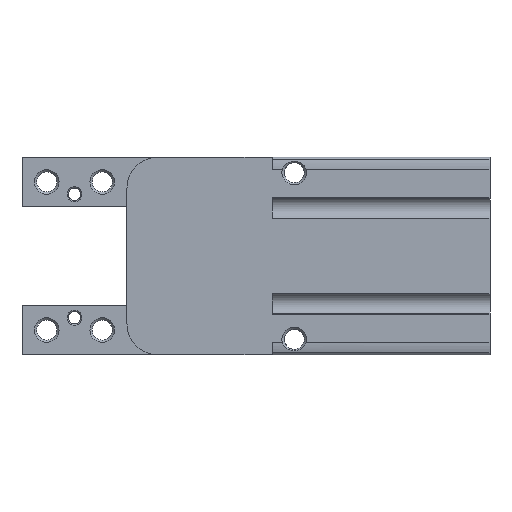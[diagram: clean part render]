
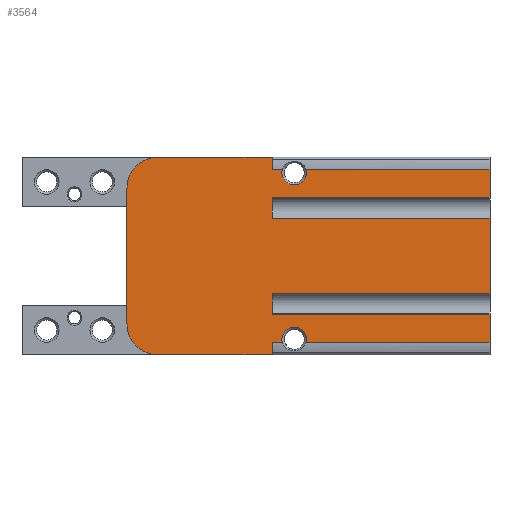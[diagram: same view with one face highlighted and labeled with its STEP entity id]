
A CAD part, left-side view. The second image highlights one B-rep face of the part: STEP entity #3564.
In plain terms, the highlighted planar face has unit normal (-1, 0, 0).
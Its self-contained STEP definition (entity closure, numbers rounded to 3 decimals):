
#222=LINE('',#5366,#509);
#233=LINE('',#5392,#520);
#275=LINE('',#5591,#562);
#277=LINE('',#5599,#564);
#289=LINE('',#5657,#576);
#291=LINE('',#5665,#578);
#304=LINE('',#5729,#591);
#309=LINE('',#5753,#596);
#333=LINE('',#5843,#620);
#347=LINE('',#5882,#634);
#349=LINE('',#5886,#636);
#350=LINE('',#5888,#637);
#351=LINE('',#5890,#638);
#352=LINE('',#5891,#639);
#353=LINE('',#5893,#640);
#354=LINE('',#5895,#641);
#355=LINE('',#5897,#642);
#356=LINE('',#5898,#643);
#509=VECTOR('',#4230,1000.);
#520=VECTOR('',#4247,1000.);
#562=VECTOR('',#4371,1000.);
#564=VECTOR('',#4377,1000.);
#576=VECTOR('',#4407,1000.);
#578=VECTOR('',#4413,1000.);
#591=VECTOR('',#4456,1000.);
#596=VECTOR('',#4475,1000.);
#620=VECTOR('',#4551,1000.);
#634=VECTOR('',#4583,1000.);
#636=VECTOR('',#4589,1000.);
#637=VECTOR('',#4590,1000.);
#638=VECTOR('',#4591,1000.);
#639=VECTOR('',#4592,1000.);
#640=VECTOR('',#4593,1000.);
#641=VECTOR('',#4594,1000.);
#642=VECTOR('',#4597,1000.);
#643=VECTOR('',#4598,1000.);
#1092=ORIENTED_EDGE('',*,*,#2054,.T.);
#1093=ORIENTED_EDGE('',*,*,#1921,.T.);
#1094=ORIENTED_EDGE('',*,*,#1981,.T.);
#1095=ORIENTED_EDGE('',*,*,#2055,.F.);
#1096=ORIENTED_EDGE('',*,*,#2056,.T.);
#1097=ORIENTED_EDGE('',*,*,#2057,.T.);
#1098=ORIENTED_EDGE('',*,*,#1969,.T.);
#1099=ORIENTED_EDGE('',*,*,#2058,.F.);
#1100=ORIENTED_EDGE('',*,*,#2059,.T.);
#1101=ORIENTED_EDGE('',*,*,#2060,.T.);
#1102=ORIENTED_EDGE('',*,*,#2031,.T.);
#1103=ORIENTED_EDGE('',*,*,#1940,.F.);
#1104=ORIENTED_EDGE('',*,*,#2061,.T.);
#1105=ORIENTED_EDGE('',*,*,#1944,.F.);
#1106=ORIENTED_EDGE('',*,*,#2062,.T.);
#1107=ORIENTED_EDGE('',*,*,#1829,.F.);
#1108=ORIENTED_EDGE('',*,*,#1847,.F.);
#1109=ORIENTED_EDGE('',*,*,#2052,.F.);
#1110=ORIENTED_EDGE('',*,*,#1844,.F.);
#1111=ORIENTED_EDGE('',*,*,#1842,.T.);
#1112=ORIENTED_EDGE('',*,*,#2063,.T.);
#1113=ORIENTED_EDGE('',*,*,#1917,.T.);
#1829=EDGE_CURVE('',#2338,#2339,#222,.T.);
#1842=EDGE_CURVE('',#2351,#2350,#233,.T.);
#1844=EDGE_CURVE('',#2351,#2352,#2687,.T.);
#1847=EDGE_CURVE('',#2353,#2338,#2688,.T.);
#1917=EDGE_CURVE('',#2414,#2412,#275,.T.);
#1921=EDGE_CURVE('',#2413,#2417,#277,.T.);
#1940=EDGE_CURVE('',#2430,#2432,#289,.T.);
#1944=EDGE_CURVE('',#2435,#2431,#291,.T.);
#1969=EDGE_CURVE('',#2456,#2455,#304,.T.);
#1981=EDGE_CURVE('',#2417,#2467,#309,.T.);
#2031=EDGE_CURVE('',#2508,#2432,#333,.T.);
#2052=EDGE_CURVE('',#2352,#2353,#347,.T.);
#2054=EDGE_CURVE('',#2412,#2413,#2763,.T.);
#2055=EDGE_CURVE('',#2524,#2467,#349,.T.);
#2056=EDGE_CURVE('',#2524,#2525,#350,.T.);
#2057=EDGE_CURVE('',#2525,#2456,#351,.T.);
#2058=EDGE_CURVE('',#2526,#2455,#352,.T.);
#2059=EDGE_CURVE('',#2526,#2527,#353,.T.);
#2060=EDGE_CURVE('',#2527,#2508,#354,.T.);
#2061=EDGE_CURVE('',#2430,#2431,#2764,.T.);
#2062=EDGE_CURVE('',#2435,#2339,#355,.T.);
#2063=EDGE_CURVE('',#2350,#2414,#356,.T.);
#2338=VERTEX_POINT('',#5365);
#2339=VERTEX_POINT('',#5367);
#2350=VERTEX_POINT('',#5391);
#2351=VERTEX_POINT('',#5393);
#2352=VERTEX_POINT('',#5397);
#2353=VERTEX_POINT('',#5401);
#2412=VERTEX_POINT('',#5589);
#2413=VERTEX_POINT('',#5590);
#2414=VERTEX_POINT('',#5592);
#2417=VERTEX_POINT('',#5598);
#2430=VERTEX_POINT('',#5655);
#2431=VERTEX_POINT('',#5656);
#2432=VERTEX_POINT('',#5658);
#2435=VERTEX_POINT('',#5664);
#2455=VERTEX_POINT('',#5728);
#2456=VERTEX_POINT('',#5730);
#2467=VERTEX_POINT('',#5752);
#2508=VERTEX_POINT('',#5844);
#2524=VERTEX_POINT('',#5887);
#2525=VERTEX_POINT('',#5889);
#2526=VERTEX_POINT('',#5892);
#2527=VERTEX_POINT('',#5894);
#2687=CIRCLE('',#3778,5.);
#2688=CIRCLE('',#3780,5.);
#2763=CIRCLE('',#3889,2.);
#2764=CIRCLE('',#3890,2.);
#2929=EDGE_LOOP('',(#1092,#1093,#1094,#1095,#1096,#1097,#1098,#1099,#1100,
#1101,#1102,#1103,#1104,#1105,#1106,#1107,#1108,#1109,#1110,#1111,#1112,
#1113));
#3210=FACE_BOUND('',#2929,.T.);
#3466=PLANE('',#3888);
#3564=ADVANCED_FACE('',(#3210),#3466,.F.);
#3778=AXIS2_PLACEMENT_3D('',#5396,#4251,#4252);
#3780=AXIS2_PLACEMENT_3D('',#5402,#4257,#4258);
#3888=AXIS2_PLACEMENT_3D('',#5884,#4585,#4586);
#3889=AXIS2_PLACEMENT_3D('',#5885,#4587,#4588);
#3890=AXIS2_PLACEMENT_3D('',#5896,#4595,#4596);
#4230=DIRECTION('',(0.,-1.,0.));
#4247=DIRECTION('',(0.,-1.,0.));
#4251=DIRECTION('',(1.,0.,0.));
#4252=DIRECTION('',(0.,0.,-1.));
#4257=DIRECTION('',(1.,0.,0.));
#4258=DIRECTION('',(0.,0.,-1.));
#4371=DIRECTION('',(0.,-1.,0.));
#4377=DIRECTION('',(0.,-1.,0.));
#4407=DIRECTION('',(0.,-1.,0.));
#4413=DIRECTION('',(0.,-1.,0.));
#4456=DIRECTION('',(0.,0.,1.));
#4475=DIRECTION('',(0.,0.,1.));
#4551=DIRECTION('',(0.,0.,1.));
#4583=DIRECTION('',(0.,0.,1.));
#4585=DIRECTION('',(1.,0.,0.));
#4586=DIRECTION('',(0.,0.,-1.));
#4587=DIRECTION('',(1.,0.,0.));
#4588=DIRECTION('',(0.,0.,-1.));
#4589=DIRECTION('',(0.,-1.,0.));
#4590=DIRECTION('',(0.,0.,1.));
#4591=DIRECTION('',(0.,-1.,0.));
#4592=DIRECTION('',(0.,-1.,0.));
#4593=DIRECTION('',(0.,0.,1.));
#4594=DIRECTION('',(0.,-1.,0.));
#4595=DIRECTION('',(1.,0.,0.));
#4596=DIRECTION('',(0.,0.,-1.));
#4597=DIRECTION('',(0.,0.,1.));
#4598=DIRECTION('',(0.,0.,1.));
#5365=CARTESIAN_POINT('',(-10.,53.8,16.));
#5366=CARTESIAN_POINT('',(-10.,58.8,16.));
#5367=CARTESIAN_POINT('',(-10.,35.3,16.));
#5391=CARTESIAN_POINT('',(-10.,35.3,-16.));
#5392=CARTESIAN_POINT('',(-10.,58.8,-16.));
#5393=CARTESIAN_POINT('',(-10.,53.8,-16.));
#5396=CARTESIAN_POINT('',(-10.,53.8,-11.));
#5397=CARTESIAN_POINT('',(-10.,58.8,-11.));
#5401=CARTESIAN_POINT('',(-10.,58.8,11.));
#5402=CARTESIAN_POINT('',(-10.,53.8,11.));
#5589=CARTESIAN_POINT('',(-10.,33.636,-14.));
#5590=CARTESIAN_POINT('',(-10.,29.764,-14.));
#5591=CARTESIAN_POINT('',(-10.,35.3,-14.));
#5592=CARTESIAN_POINT('',(-10.,35.3,-14.));
#5598=CARTESIAN_POINT('',(-10.,0.,-14.));
#5599=CARTESIAN_POINT('',(-10.,35.3,-14.));
#5655=CARTESIAN_POINT('',(-10.,29.764,14.));
#5656=CARTESIAN_POINT('',(-10.,33.636,14.));
#5657=CARTESIAN_POINT('',(-10.,35.3,14.));
#5658=CARTESIAN_POINT('',(-10.,0.,14.));
#5664=CARTESIAN_POINT('',(-10.,35.3,14.));
#5665=CARTESIAN_POINT('',(-10.,35.3,14.));
#5728=CARTESIAN_POINT('',(-10.,0.,6.1));
#5729=CARTESIAN_POINT('',(-10.,0.,-16.));
#5730=CARTESIAN_POINT('',(-10.,0.,-6.1));
#5752=CARTESIAN_POINT('',(-10.,0.,-9.5));
#5753=CARTESIAN_POINT('',(-10.,0.,-16.));
#5843=CARTESIAN_POINT('',(-10.,0.,-16.));
#5844=CARTESIAN_POINT('',(-10.,0.,9.5));
#5882=CARTESIAN_POINT('',(-10.,58.8,-16.));
#5884=CARTESIAN_POINT('',(-10.,58.8,-16.));
#5885=CARTESIAN_POINT('',(-10.,31.7,-13.5));
#5886=CARTESIAN_POINT('',(-10.,35.3,-9.5));
#5887=CARTESIAN_POINT('',(-10.,35.3,-9.5));
#5888=CARTESIAN_POINT('',(-10.,35.3,-9.5));
#5889=CARTESIAN_POINT('',(-10.,35.3,-6.1));
#5890=CARTESIAN_POINT('',(-10.,35.3,-6.1));
#5891=CARTESIAN_POINT('',(-10.,35.3,6.1));
#5892=CARTESIAN_POINT('',(-10.,35.3,6.1));
#5893=CARTESIAN_POINT('',(-10.,35.3,6.1));
#5894=CARTESIAN_POINT('',(-10.,35.3,9.5));
#5895=CARTESIAN_POINT('',(-10.,35.3,9.5));
#5896=CARTESIAN_POINT('',(-10.,31.7,13.5));
#5897=CARTESIAN_POINT('',(-10.,35.3,-16.));
#5898=CARTESIAN_POINT('',(-10.,35.3,-16.));
